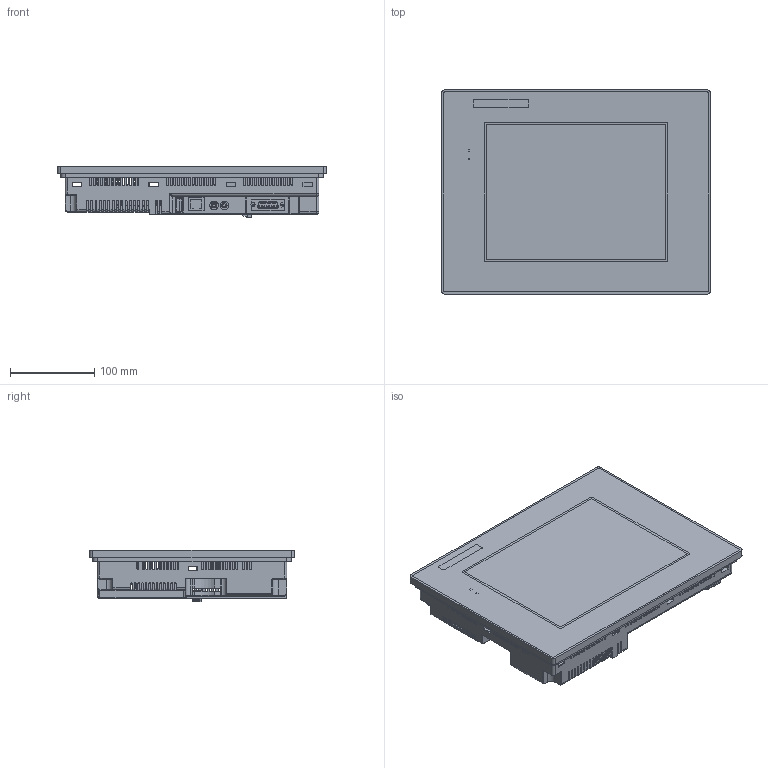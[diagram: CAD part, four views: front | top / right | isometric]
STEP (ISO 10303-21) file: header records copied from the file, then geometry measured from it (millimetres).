
FILE_DESCRIPTION (( 'STEP AP214' ), '1' );
FILE_NAME ('EA9-T10CL.STEP', '2015-02-17T16:10:39', ( '' ), ( '' ), 'SwSTEP 2.0', 'SolidWorks 2014', '' );
FILE_SCHEMA (( 'AUTOMOTIVE_DESIGN' ));
Length unit declared in the file: inch
Products named in the file (1): EA9-T10CL
Bounding box: 318.01 x 242.06 x 61.16 mm (x, y, z)
Volume: 675735.8 mm3; surface area: 488187.4 mm2
Topology: 9 solids, 9 shells, 2148 faces, 6460 edges, 4248 vertices
Faces by surface type: plane 1138, cylinder 951, torus 49, sphere 7, bspline 3
Entity records: 75785 total; most frequent: CARTESIAN_POINT 13061, ORIENTED_EDGE 12900, DIRECTION 12639, EDGE_CURVE 6450, LINE 4503, VECTOR 4503, VERTEX_POINT 4248, AXIS2_PLACEMENT_3D 4068
